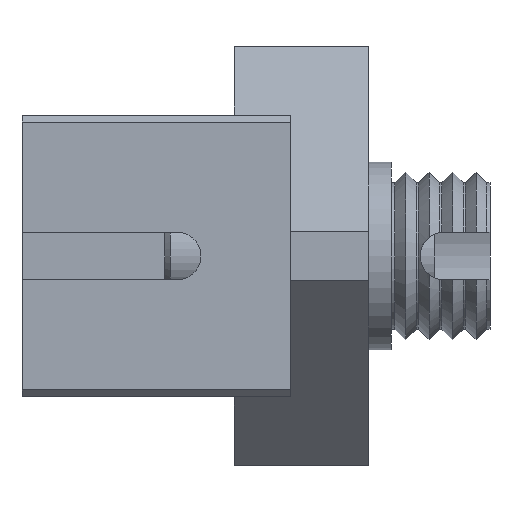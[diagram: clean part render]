
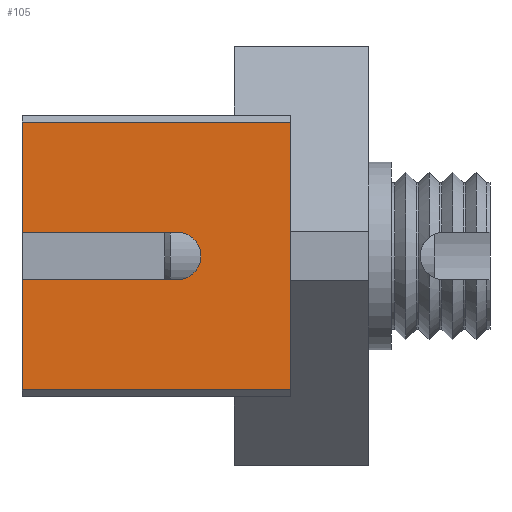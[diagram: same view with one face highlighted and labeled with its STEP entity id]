
A CAD part, left-side view. The second image highlights one B-rep face of the part: STEP entity #105.
In plain terms, the highlighted planar face has unit normal (-1, 0, 0).
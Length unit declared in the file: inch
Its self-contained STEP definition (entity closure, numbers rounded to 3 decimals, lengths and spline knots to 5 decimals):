
#26 = LINE ( 'NONE', #27, #1513 ) ;
#27 = CARTESIAN_POINT ( 'NONE',  ( -0.18, 0.07, 0.252 ) ) ;
#80 = EDGE_CURVE ( 'NONE', #81, #926, #1389, .T. ) ;
#81 = VERTEX_POINT ( 'NONE', #1448 ) ;
#90 = ORIENTED_EDGE ( 'NONE', *, *, #91, .T. ) ;
#91 = EDGE_CURVE ( 'NONE', #116, #81, #1433, .T. ) ;
#92 = ORIENTED_EDGE ( 'NONE', *, *, #80, .T. ) ;
#93 = ORIENTED_EDGE ( 'NONE', *, *, #925, .T. ) ;
#94 = ORIENTED_EDGE ( 'NONE', *, *, #122, .T. ) ;
#95 = ORIENTED_EDGE ( 'NONE', *, *, #96, .T. ) ;
#96 = EDGE_CURVE ( 'NONE', #120, #97, #1429, .T. ) ;
#97 = VERTEX_POINT ( 'NONE', #1425 ) ;
#98 = ORIENTED_EDGE ( 'NONE', *, *, #99, .F. ) ;
#99 = EDGE_CURVE ( 'NONE', #100, #97, #1424, .T. ) ;
#100 = VERTEX_POINT ( 'NONE', #1420 ) ;
#105 = ADVANCED_FACE ( 'NONE', ( #1478 ), #1477, .F. ) ;
#106 = EDGE_LOOP ( 'NONE', ( #107, #111, #114, #90, #92, #93, #94, #95, #98, #160 ) ) ;
#107 = ORIENTED_EDGE ( 'NONE', *, *, #108, .F. ) ;
#108 = EDGE_CURVE ( 'NONE', #109, #110, #1472, .T. ) ;
#109 = VERTEX_POINT ( 'NONE', #1467 ) ;
#110 = VERTEX_POINT ( 'NONE', #1466 ) ;
#111 = ORIENTED_EDGE ( 'NONE', *, *, #112, .F. ) ;
#112 = EDGE_CURVE ( 'NONE', #113, #109, #1465, .T. ) ;
#113 = VERTEX_POINT ( 'NONE', #1461 ) ;
#114 = ORIENTED_EDGE ( 'NONE', *, *, #115, .F. ) ;
#115 = EDGE_CURVE ( 'NONE', #116, #113, #1460, .T. ) ;
#116 = VERTEX_POINT ( 'NONE', #1456 ) ;
#120 = VERTEX_POINT ( 'NONE', #1451 ) ;
#122 = EDGE_CURVE ( 'NONE', #927, #120, #26, .T. ) ;
#160 = ORIENTED_EDGE ( 'NONE', *, *, #161, .F. ) ;
#161 = EDGE_CURVE ( 'NONE', #110, #100, #1574, .T. ) ;
#925 = EDGE_CURVE ( 'NONE', #926, #927, #2919, .T. ) ;
#926 = VERTEX_POINT ( 'NONE', #2980 ) ;
#927 = VERTEX_POINT ( 'NONE', #2979 ) ;
#1387 = VECTOR ( 'NONE', #1449, 39.37008 ) ;
#1388 = CARTESIAN_POINT ( 'NONE',  ( -0.18, 0.07, 0.252 ) ) ;
#1389 = LINE ( 'NONE', #1388, #1387 ) ;
#1420 = CARTESIAN_POINT ( 'NONE',  ( -0.18, 0.55, 0.0425 ) ) ;
#1421 = DIRECTION ( 'NONE',  ( 0., 0., 1. ) ) ;
#1422 = VECTOR ( 'NONE', #1421, 39.37008 ) ;
#1423 = CARTESIAN_POINT ( 'NONE',  ( -0.18, 0.55, 0.252 ) ) ;
#1424 = LINE ( 'NONE', #1423, #1422 ) ;
#1425 = CARTESIAN_POINT ( 'NONE',  ( -0.18, 0.55, 0.2395 ) ) ;
#1426 = DIRECTION ( 'NONE',  ( 0., 1., 0. ) ) ;
#1427 = VECTOR ( 'NONE', #1426, 39.37008 ) ;
#1428 = CARTESIAN_POINT ( 'NONE',  ( -0.18, 0.55, 0.2395 ) ) ;
#1429 = LINE ( 'NONE', #1428, #1427 ) ;
#1430 = DIRECTION ( 'NONE',  ( 0., -1., 0. ) ) ;
#1431 = VECTOR ( 'NONE', #1430, 39.37008 ) ;
#1432 = CARTESIAN_POINT ( 'NONE',  ( -0.18, 0.55, -0.2395 ) ) ;
#1433 = LINE ( 'NONE', #1432, #1431 ) ;
#1448 = CARTESIAN_POINT ( 'NONE',  ( -0.18, 0.07, -0.2395 ) ) ;
#1449 = DIRECTION ( 'NONE',  ( 0., 0., 1. ) ) ;
#1451 = CARTESIAN_POINT ( 'NONE',  ( -0.18, 0.07, 0.2395 ) ) ;
#1456 = CARTESIAN_POINT ( 'NONE',  ( -0.18, 0.55, -0.2395 ) ) ;
#1457 = DIRECTION ( 'NONE',  ( 0., 0., 1. ) ) ;
#1458 = VECTOR ( 'NONE', #1457, 39.37008 ) ;
#1459 = CARTESIAN_POINT ( 'NONE',  ( -0.18, 0.55, 0.252 ) ) ;
#1460 = LINE ( 'NONE', #1459, #1458 ) ;
#1461 = CARTESIAN_POINT ( 'NONE',  ( -0.18, 0.55, -0.0425 ) ) ;
#1462 = DIRECTION ( 'NONE',  ( 0., -1., 0. ) ) ;
#1463 = VECTOR ( 'NONE', #1462, 39.37008 ) ;
#1464 = CARTESIAN_POINT ( 'NONE',  ( -0.18, 0.55, -0.0425 ) ) ;
#1465 = LINE ( 'NONE', #1464, #1463 ) ;
#1466 = CARTESIAN_POINT ( 'NONE',  ( -0.18, 0.2725, 0.0425 ) ) ;
#1467 = CARTESIAN_POINT ( 'NONE',  ( -0.18, 0.2725, -0.0425 ) ) ;
#1468 = DIRECTION ( 'NONE',  ( 0., 0., 1. ) ) ;
#1469 = DIRECTION ( 'NONE',  ( -1., 0., 0. ) ) ;
#1470 = CARTESIAN_POINT ( 'NONE',  ( -0.18, 0.2725, 0. ) ) ;
#1471 = AXIS2_PLACEMENT_3D ( 'NONE', #1470, #1469, #1468 ) ;
#1472 = CIRCLE ( 'NONE', #1471, 0.0425 ) ;
#1473 = DIRECTION ( 'NONE',  ( 0., 0., -1. ) ) ;
#1474 = DIRECTION ( 'NONE',  ( 1., 0., 0. ) ) ;
#1475 = CARTESIAN_POINT ( 'NONE',  ( -0.18, 0.55, 0.252 ) ) ;
#1476 = AXIS2_PLACEMENT_3D ( 'NONE', #1475, #1474, #1473 ) ;
#1477 = PLANE ( 'NONE',  #1476 ) ;
#1478 = FACE_OUTER_BOUND ( 'NONE', #106, .T. ) ;
#1512 = DIRECTION ( 'NONE',  ( 0., 0., 1. ) ) ;
#1513 = VECTOR ( 'NONE', #1512, 39.37008 ) ;
#1571 = DIRECTION ( 'NONE',  ( 0., 1., 0. ) ) ;
#1572 = VECTOR ( 'NONE', #1571, 39.37008 ) ;
#1573 = CARTESIAN_POINT ( 'NONE',  ( -0.18, 0.55, 0.0425 ) ) ;
#1574 = LINE ( 'NONE', #1573, #1572 ) ;
#2917 = VECTOR ( 'NONE', #2981, 39.37008 ) ;
#2918 = CARTESIAN_POINT ( 'NONE',  ( -0.18, 0.07, 0.252 ) ) ;
#2919 = LINE ( 'NONE', #2918, #2917 ) ;
#2979 = CARTESIAN_POINT ( 'NONE',  ( -0.18, 0.07, 0.23931 ) ) ;
#2980 = CARTESIAN_POINT ( 'NONE',  ( -0.18, 0.07, -0.23931 ) ) ;
#2981 = DIRECTION ( 'NONE',  ( 0., 0., 1. ) ) ;
